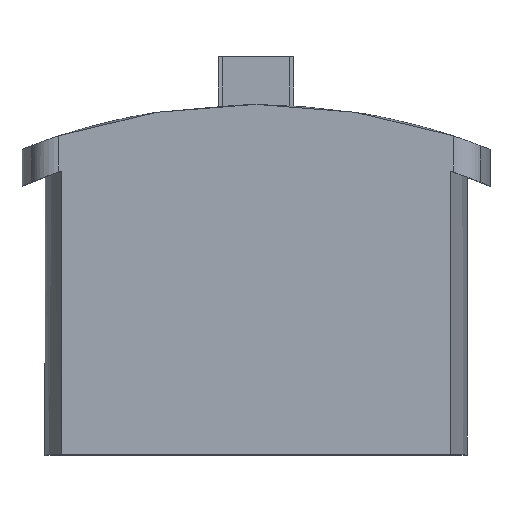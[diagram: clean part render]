
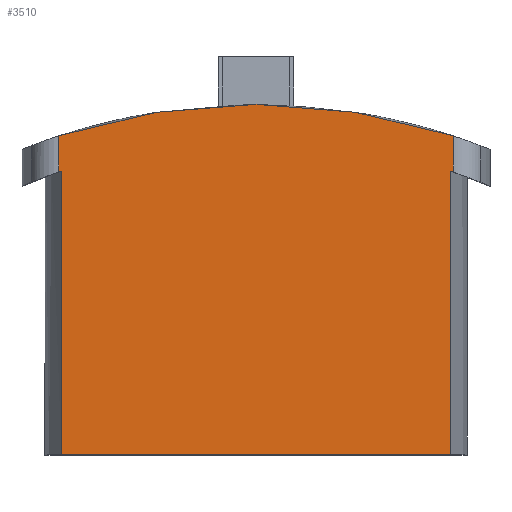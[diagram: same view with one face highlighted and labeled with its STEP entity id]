
A CAD part, top view. The second image highlights one B-rep face of the part: STEP entity #3510.
In plain terms, the highlighted planar face has unit normal (0, 0, 1).
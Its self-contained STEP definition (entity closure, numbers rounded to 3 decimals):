
#30=PLANE('',#3692);
#127=LINE('',#4870,#319);
#130=LINE('',#4885,#322);
#136=LINE('',#4912,#328);
#139=LINE('',#4932,#331);
#140=LINE('',#4933,#332);
#319=VECTOR('',#3988,1000.);
#322=VECTOR('',#3997,1000.);
#328=VECTOR('',#4013,1000.);
#331=VECTOR('',#4028,1000.);
#332=VECTOR('',#4029,1000.);
#494=CIRCLE('',#3659,55.5);
#514=CIRCLE('',#3693,52.5);
#515=CIRCLE('',#3694,52.5);
#692=ORIENTED_EDGE('',*,*,#1351,.F.);
#693=ORIENTED_EDGE('',*,*,#1352,.F.);
#694=ORIENTED_EDGE('',*,*,#1287,.T.);
#695=ORIENTED_EDGE('',*,*,#1353,.T.);
#696=ORIENTED_EDGE('',*,*,#1354,.F.);
#697=ORIENTED_EDGE('',*,*,#1333,.T.);
#698=ORIENTED_EDGE('',*,*,#1344,.T.);
#699=ORIENTED_EDGE('',*,*,#1327,.F.);
#1287=EDGE_CURVE('',#1613,#1623,#494,.T.);
#1327=EDGE_CURVE('',#1659,#1660,#127,.T.);
#1333=EDGE_CURVE('',#1665,#1664,#130,.T.);
#1344=EDGE_CURVE('',#1664,#1660,#136,.T.);
#1351=EDGE_CURVE('',#1676,#1659,#514,.T.);
#1352=EDGE_CURVE('',#1613,#1676,#139,.T.);
#1353=EDGE_CURVE('',#1623,#1677,#140,.T.);
#1354=EDGE_CURVE('',#1665,#1677,#515,.T.);
#1613=VERTEX_POINT('',#4661);
#1623=VERTEX_POINT('',#4724);
#1659=VERTEX_POINT('',#4869);
#1660=VERTEX_POINT('',#4871);
#1664=VERTEX_POINT('',#4884);
#1665=VERTEX_POINT('',#4886);
#1676=VERTEX_POINT('',#4931);
#1677=VERTEX_POINT('',#4934);
#1909=EDGE_LOOP('',(#692,#693,#694,#695,#696,#697,#698,#699));
#2128=FACE_BOUND('',#1909,.T.);
#3510=ADVANCED_FACE('',(#2128),#30,.F.);
#3659=AXIS2_PLACEMENT_3D('',#4725,#3929,#3930);
#3692=AXIS2_PLACEMENT_3D('',#4929,#4024,#4025);
#3693=AXIS2_PLACEMENT_3D('',#4930,#4026,#4027);
#3694=AXIS2_PLACEMENT_3D('',#4935,#4030,#4031);
#3929=DIRECTION('',(0.,0.,1.));
#3930=DIRECTION('',(1.,0.,0.));
#3988=DIRECTION('',(0.,-1.,0.));
#3997=DIRECTION('',(0.,-1.,0.));
#4013=DIRECTION('',(1.,0.,0.));
#4024=DIRECTION('',(0.,0.,-1.));
#4025=DIRECTION('',(-1.,0.,0.));
#4026=DIRECTION('',(0.,0.,1.));
#4027=DIRECTION('',(1.,0.,0.));
#4028=DIRECTION('',(0.,-1.,0.));
#4029=DIRECTION('',(0.,-1.,0.));
#4030=DIRECTION('',(0.,0.,1.));
#4031=DIRECTION('',(1.,0.,0.));
#4661=CARTESIAN_POINT('',(17.276,5.993,8.4));
#4724=CARTESIAN_POINT('',(-17.276,5.993,8.4));
#4725=CARTESIAN_POINT('',(0.,-46.75,8.4));
#4869=CARTESIAN_POINT('',(17.047,2.905,8.4));
#4870=CARTESIAN_POINT('',(17.047,10.,8.4));
#4871=CARTESIAN_POINT('',(17.047,-21.95,8.4));
#4884=CARTESIAN_POINT('',(-17.047,-21.95,8.4));
#4885=CARTESIAN_POINT('',(-17.047,10.,8.4));
#4886=CARTESIAN_POINT('',(-17.047,2.905,8.4));
#4912=CARTESIAN_POINT('',(-17.047,-21.95,8.4));
#4929=CARTESIAN_POINT('',(-17.047,10.,8.4));
#4930=CARTESIAN_POINT('',(0.,-46.75,8.4));
#4931=CARTESIAN_POINT('',(17.276,2.826,8.4));
#4932=CARTESIAN_POINT('',(17.276,32.,8.4));
#4933=CARTESIAN_POINT('',(-17.276,32.,8.4));
#4934=CARTESIAN_POINT('',(-17.276,2.826,8.4));
#4935=CARTESIAN_POINT('',(0.,-46.75,8.4));
